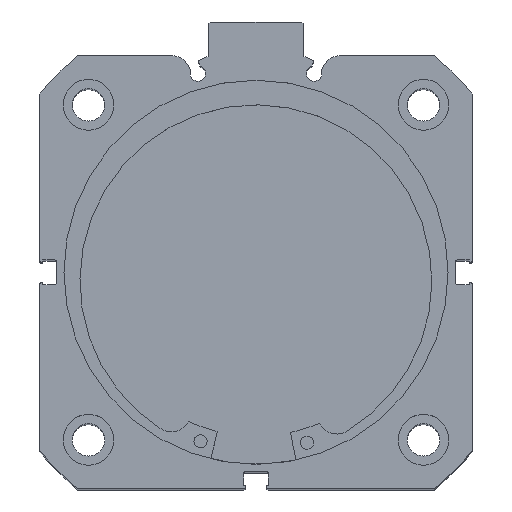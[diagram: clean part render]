
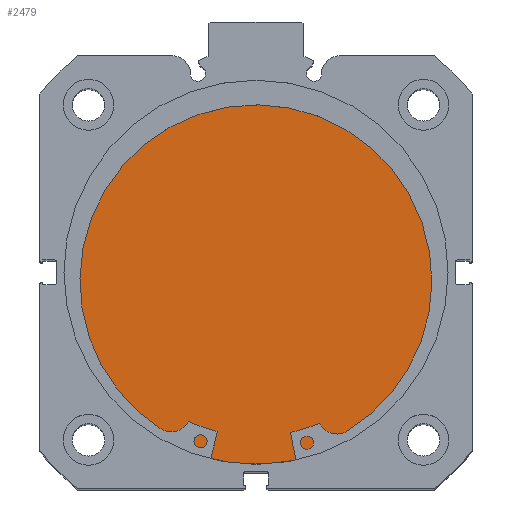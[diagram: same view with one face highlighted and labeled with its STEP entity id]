
A CAD part, top view. The second image highlights one B-rep face of the part: STEP entity #2479.
In plain terms, the highlighted face is planar.
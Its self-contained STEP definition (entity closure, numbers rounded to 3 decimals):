
#400 = DIRECTION ( 'NONE',  ( 0., 0., 1. ) ) ;
#402 = DIRECTION ( 'NONE',  ( -1., 0., 0. ) ) ;
#404 = CARTESIAN_POINT ( 'NONE',  ( 13., 0., 0. ) ) ;
#456 = DIRECTION ( 'NONE',  ( 0., 0., 1. ) ) ;
#457 = DIRECTION ( 'NONE',  ( -1., 0., 0. ) ) ;
#468 = CARTESIAN_POINT ( 'NONE',  ( 13., 0., 0. ) ) ;
#647 = EDGE_CURVE ( 'NONE', #2889, #2651, #1890, .T. ) ;
#667 = EDGE_CURVE ( 'NONE', #2651, #2889, #1925, .T. ) ;
#1453 = EDGE_LOOP ( 'NONE', ( #3851, #3852 ) ) ;
#1890 = CIRCLE ( 'NONE', #3230, 51. ) ;
#1925 = CIRCLE ( 'NONE', #3235, 51. ) ;
#2479 = ADVANCED_FACE ( 'NONE', ( #4316 ), #5255, .F. ) ;
#2651 = VERTEX_POINT ( 'NONE', #5647 ) ;
#2889 = VERTEX_POINT ( 'NONE', #5882 ) ;
#3230 = AXIS2_PLACEMENT_3D ( 'NONE', #468, #457, #456 ) ;
#3235 = AXIS2_PLACEMENT_3D ( 'NONE', #404, #402, #400 ) ;
#3507 = AXIS2_PLACEMENT_3D ( 'NONE', #5254, #5256, #5257 ) ;
#3851 = ORIENTED_EDGE ( 'NONE', *, *, #667, .F. ) ;
#3852 = ORIENTED_EDGE ( 'NONE', *, *, #647, .F. ) ;
#4316 = FACE_OUTER_BOUND ( 'NONE', #1453, .T. ) ;
#5254 = CARTESIAN_POINT ( 'NONE',  ( 13., 51., 0. ) ) ;
#5255 = PLANE ( 'NONE',  #3507 ) ;
#5256 = DIRECTION ( 'NONE',  ( -1., 0., 0. ) ) ;
#5257 = DIRECTION ( 'NONE',  ( 0., 0., 1. ) ) ;
#5647 = CARTESIAN_POINT ( 'NONE',  ( 13., 0., 51. ) ) ;
#5882 = CARTESIAN_POINT ( 'NONE',  ( 13., 0., -51. ) ) ;
